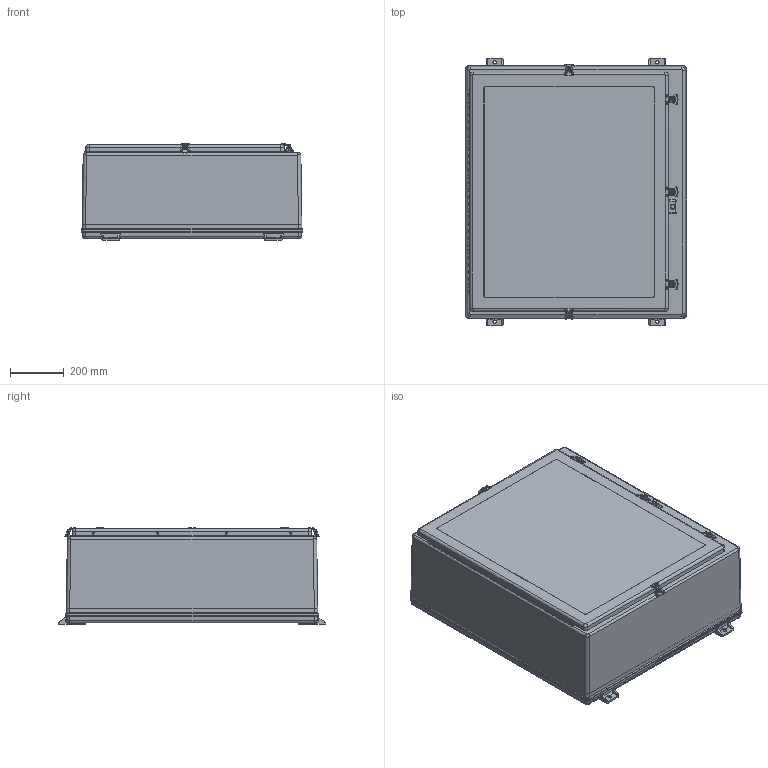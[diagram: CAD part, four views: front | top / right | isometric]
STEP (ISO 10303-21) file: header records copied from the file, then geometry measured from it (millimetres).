
FILE_DESCRIPTION (( 'STEP AP214' ), '1' );
FILE_NAME ('TW363012HWT.STEP', '2018-11-08T16:31:30', ( '' ), ( '' ), 'SwSTEP 2.0', 'SolidWorks 2018', '' );
FILE_SCHEMA (( 'AUTOMOTIVE_DESIGN' ));
Length unit declared in the file: inch
Products named in the file (1): TW363012HWT
Bounding box: 825.5 x 998.54 x 360.99 mm (x, y, z)
Volume: 17669930.5 mm3; surface area: 6129136.1 mm2
Topology: 70 solids, 70 shells, 1944 faces, 4733 edges, 2918 vertices
Faces by surface type: cylinder 760, plane 736, bspline 352, torus 52, cone 44
Full cylindrical faces by diameter (mm): 1.587 x16, 1.588 x4, 1.651 x8, 3.175 x61, 3.302 x54, 3.429 x10, 3.5 x10, 3.556 x20, 3.969 x10, 4.762 x4, 4.763 x6, 5.08 x10, 5.105 x1, 5.11 x1, 6.35 x1, 7.544 x8, 7.798 x6, 8.64 x2, 10.312 x1, 11 x2, 12.7 x2, 12.959 x2, 14.3 x10
Entity records: 99343 total; most frequent: CARTESIAN_POINT 31124, ORIENTED_EDGE 8360, DIRECTION 8308, EDGE_CURVE 4180, AXIS2_PLACEMENT_3D 3133, VERTEX_POINT 2809, EDGE_LOOP 2719, FACE_OUTER_BOUND 2302
